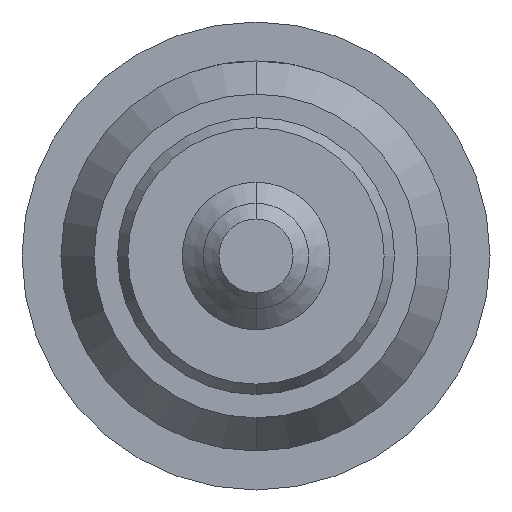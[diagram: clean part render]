
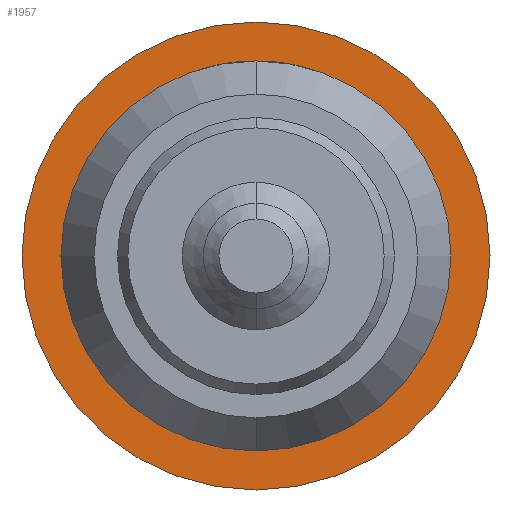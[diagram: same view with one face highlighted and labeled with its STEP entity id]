
A CAD part, front view. The second image highlights one B-rep face of the part: STEP entity #1957.
In plain terms, the highlighted planar face has unit normal (0, -1, 0).
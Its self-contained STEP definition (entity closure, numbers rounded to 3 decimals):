
#28 = CIRCLE ( 'NONE', #3420, 3. ) ;
#84 = DIRECTION ( 'NONE',  ( 0., 1., 0. ) ) ;
#214 = ORIENTED_EDGE ( 'NONE', *, *, #6340, .T. ) ;
#259 = AXIS2_PLACEMENT_3D ( 'NONE', #3665, #2685, #2192 ) ;
#265 = CARTESIAN_POINT ( 'NONE',  ( 0., -1., -2.5 ) ) ;
#662 = CARTESIAN_POINT ( 'NONE',  ( -3., -1., 0. ) ) ;
#785 = CARTESIAN_POINT ( 'NONE',  ( 0., -1., 2.5 ) ) ;
#1393 = CARTESIAN_POINT ( 'NONE',  ( 0., -1., 3. ) ) ;
#1483 = VERTEX_POINT ( 'NONE', #265 ) ;
#1611 = CIRCLE ( 'NONE', #6477, 3. ) ;
#1957 = ADVANCED_FACE ( 'Defeature ausgef�hrt1_1', ( #5175, #4320 ), #3650, .T. ) ;
#2060 = EDGE_CURVE ( 'Defeature ausgef�hrt1_0+Defeature ausgef�hrt1_1+Defeature ausgef�hrt1_1+Defeature ausgef�hrt1_1', #3311, #5292, #1611, .T. ) ;
#2170 = DIRECTION ( 'NONE',  ( 0., 0., 1. ) ) ;
#2192 = DIRECTION ( 'NONE',  ( 0., 0., 1. ) ) ;
#2331 = ORIENTED_EDGE ( 'NONE', *, *, #2060, .F. ) ;
#2451 = CARTESIAN_POINT ( 'NONE',  ( 0., -1., 0. ) ) ;
#2685 = DIRECTION ( 'NONE',  ( 0., 1., 0. ) ) ;
#3132 = EDGE_CURVE ( 'Defeature ausgef�hrt1_0+Defeature ausgef�hrt1_1+Defeature ausgef�hrt1_1+Defeature ausgef�hrt1_1', #5292, #3311, #28, .T. ) ;
#3265 = DIRECTION ( 'NONE',  ( 0., 1., 0. ) ) ;
#3311 = VERTEX_POINT ( 'NONE', #4216 ) ;
#3420 = AXIS2_PLACEMENT_3D ( 'NONE', #6072, #84, #4560 ) ;
#3445 = DIRECTION ( 'NONE',  ( 0., 0., 1. ) ) ;
#3503 = EDGE_LOOP ( 'NONE', ( #214, #5660 ) ) ;
#3650 = PLANE ( 'NONE',  #6140 ) ;
#3665 = CARTESIAN_POINT ( 'NONE',  ( 0., -1., 0. ) ) ;
#4216 = CARTESIAN_POINT ( 'NONE',  ( 0., -1., -3. ) ) ;
#4320 = FACE_OUTER_BOUND ( 'NONE', #5154, .T. ) ;
#4560 = DIRECTION ( 'NONE',  ( 0., 0., 1. ) ) ;
#4667 = DIRECTION ( 'NONE',  ( 0., -1., 0. ) ) ;
#4792 = CIRCLE ( 'NONE', #6028, 2.5 ) ;
#4982 = ORIENTED_EDGE ( 'NONE', *, *, #3132, .F. ) ;
#5154 = EDGE_LOOP ( 'NONE', ( #4982, #2331 ) ) ;
#5175 = FACE_BOUND ( 'NONE', #3503, .T. ) ;
#5292 = VERTEX_POINT ( 'NONE', #1393 ) ;
#5425 = EDGE_CURVE ( 'Defeature ausgef�hrt1_1+Defeature ausgef�hrt1_2+Defeature ausgef�hrt1_2+Defeature ausgef�hrt1_2', #1483, #5931, #6465, .T. ) ;
#5660 = ORIENTED_EDGE ( 'NONE', *, *, #5425, .T. ) ;
#5931 = VERTEX_POINT ( 'NONE', #785 ) ;
#6028 = AXIS2_PLACEMENT_3D ( 'NONE', #2451, #6447, #3445 ) ;
#6072 = CARTESIAN_POINT ( 'NONE',  ( 0., -1., 0. ) ) ;
#6140 = AXIS2_PLACEMENT_3D ( 'NONE', #662, #4667, #6236 ) ;
#6236 = DIRECTION ( 'NONE',  ( 0., 0., -1. ) ) ;
#6261 = CARTESIAN_POINT ( 'NONE',  ( 0., -1., 0. ) ) ;
#6340 = EDGE_CURVE ( 'Defeature ausgef�hrt1_1+Defeature ausgef�hrt1_2+Defeature ausgef�hrt1_2+Defeature ausgef�hrt1_2', #5931, #1483, #4792, .T. ) ;
#6447 = DIRECTION ( 'NONE',  ( 0., 1., 0. ) ) ;
#6465 = CIRCLE ( 'NONE', #259, 2.5 ) ;
#6477 = AXIS2_PLACEMENT_3D ( 'NONE', #6261, #3265, #2170 ) ;
